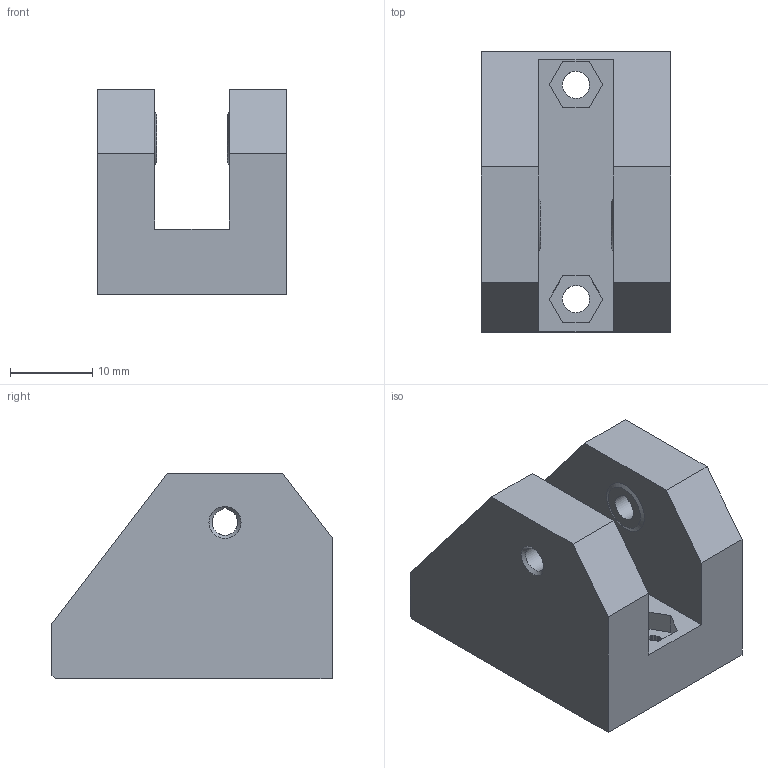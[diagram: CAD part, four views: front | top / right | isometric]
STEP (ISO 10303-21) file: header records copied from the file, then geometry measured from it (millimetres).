
FILE_DESCRIPTION(/* description */ (''),/* implementation_level */ '2;1');
FILE_NAME(/* name */ '16t Y Idler_v8.step',/* time_stamp */ '2020-09-23T18:01:20-07:00',/* author */ (''),/* organization */ (''),/* preprocessor_version */ 'ST-DEVELOPER v18.1',/* originating_system */ 'Autodesk Translation Framework v9.3.0.1241',/* authorisation */ '');
FILE_SCHEMA (('AUTOMOTIVE_DESIGN { 1 0 10303 214 3 1 1 }'));
Length unit declared in the file: millimetre
Products named in the file (1): 16t Y Idler
Bounding box: 23 x 34 x 25 mm (x, y, z)
Volume: 11561.9 mm3; surface area: 6294.5 mm2
Topology: 1 solids, 11 shells, 783 faces, 1428 edges, 672 vertices
Faces by surface type: plane 777, cone 4, cylinder 2
Entity records: 17699 total; most frequent: DIRECTION 3004, CARTESIAN_POINT 2892, ORIENTED_EDGE 2856, EDGE_CURVE 1428, LINE 1412, VECTOR 1412, EDGE_LOOP 796, AXIS2_PLACEMENT_3D 796
